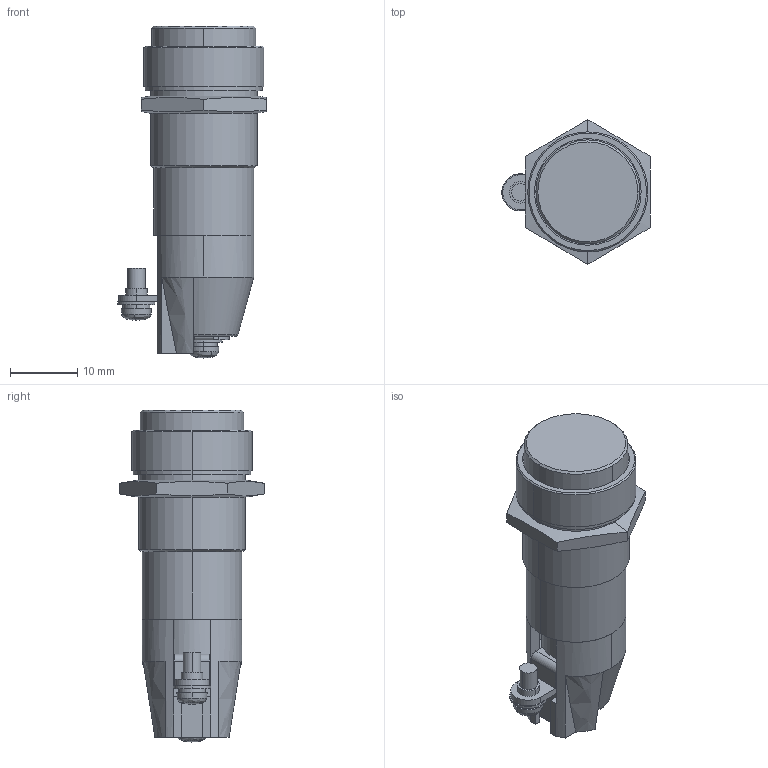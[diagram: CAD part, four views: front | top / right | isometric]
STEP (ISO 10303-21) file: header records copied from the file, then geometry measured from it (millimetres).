
FILE_DESCRIPTION (( 'STEP AP214' ), '1' );
FILE_NAME ('02_AP6MS5[2][3][4][H][M]M$.STEP', '2020-10-27T07:46:48', ( 'IDEC' ), ( 'IDEC' ), 'SwSTEP 2.0', 'SolidWorks 2019', '' );
FILE_SCHEMA (( 'AUTOMOTIVE_DESIGN' ));
Length unit declared in the file: millimetre
Products named in the file (5): AP6MS-BODY; 16-HEXA-NUT; AP6MS-OPERATOR-ROUND; 02_AP6MS5[2][3][4][H][M]M$; AP6MS-SCREW-TERMINAL
Assembly tree (4 placements, depth 2):
  02_AP6MS5[2][3][4][H][M]M$
    AP6MS-BODY
    AP6MS-OPERATOR-ROUND
    AP6MS-SCREW-TERMINAL
    16-HEXA-NUT
Bounding box: 22 x 21.5 x 49.2 mm (x, y, z)
Volume: 8936.3 mm3; surface area: 5737.1 mm2
Topology: 4 solids, 4 shells, 155 faces, 419 edges, 270 vertices
Faces by surface type: plane 79, cylinder 49, cone 14, bspline 13
Entity records: 6609 total; most frequent: CARTESIAN_POINT 2200, ORIENTED_EDGE 830, DIRECTION 812, EDGE_CURVE 415, AXIS2_PLACEMENT_3D 284, VERTEX_POINT 270, LINE 244, VECTOR 244
